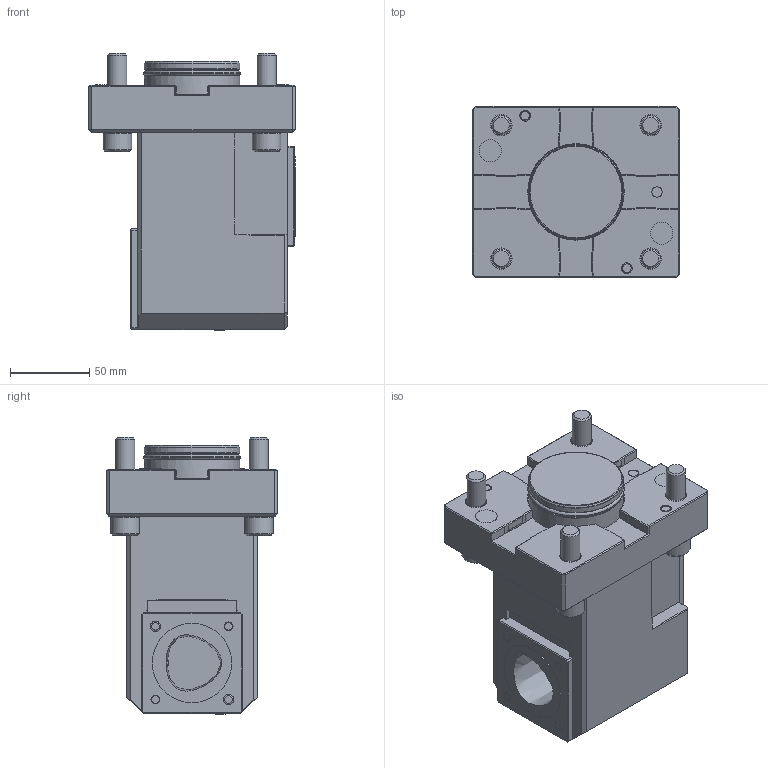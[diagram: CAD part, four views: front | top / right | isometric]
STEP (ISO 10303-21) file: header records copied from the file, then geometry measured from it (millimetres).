
FILE_DESCRIPTION(/* description */ (''),/* implementation_level */ '2;1');
FILE_NAME(/* name */ '1617181622680.stp',/* time_stamp */ '2021-03-31T11:07:10+02:00',/* author */ (''),/* organization */ ('SMS'),/* preprocessor_version */ 'ST-DEVELOPER v16.7',/* originating_system */ 'SIEMENS PLM Software NX 12.0',/* authorisation */ '');
FILE_SCHEMA (('AUTOMOTIVE_DESIGN { 1 0 10303 214 3 1 1 1 }'));
Length unit declared in the file: millimetre
Products named in the file (1): 203457077mod000_00
Bounding box: 130 x 108 x 174.54 mm (x, y, z)
Volume: 1351559.3 mm3; surface area: 109461.8 mm2
Topology: 1 solids, 1 shells, 374 faces, 919 edges, 586 vertices
Faces by surface type: plane 251, cylinder 53, cone 48, torus 11, sphere 9, bspline 2
Full cylindrical faces by diameter (mm): 3 x2, 5.5 x2, 6.647 x1, 6.8 x2, 8 x2, 8.5 x2, 12 x4, 13.5 x4, 14 x2, 18 x4, 50 x2, 55.2 x1, 59.9 x2, 60.7 x1
Entity records: 10722 total; most frequent: CARTESIAN_POINT 2309, DIRECTION 1708, ORIENTED_EDGE 1624, EDGE_CURVE 812, AXIS2_PLACEMENT_3D 579, LINE 550, VECTOR 550, VERTEX_POINT 546
